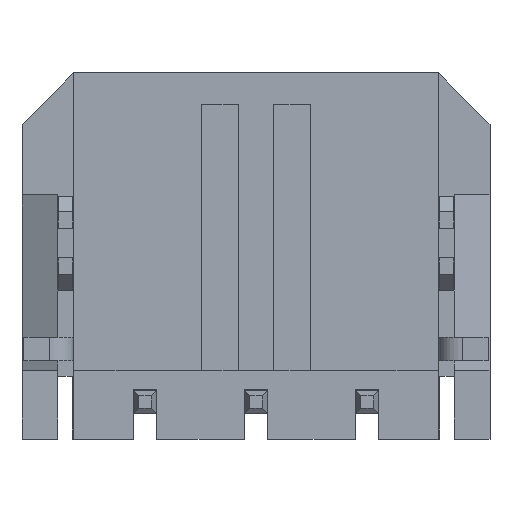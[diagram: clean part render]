
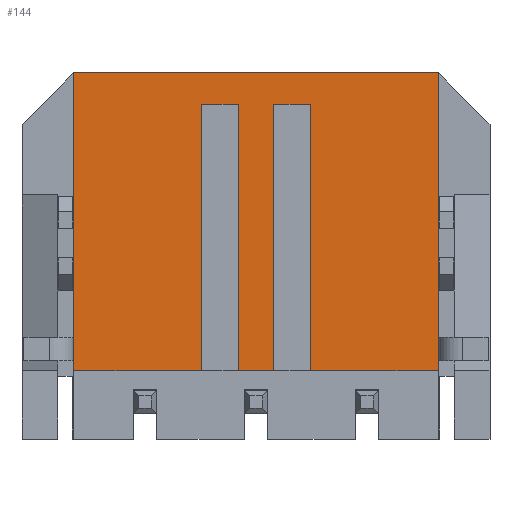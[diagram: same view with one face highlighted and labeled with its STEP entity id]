
A CAD part, front view. The second image highlights one B-rep face of the part: STEP entity #144.
In plain terms, the highlighted planar face has unit normal (0, -1, 0).
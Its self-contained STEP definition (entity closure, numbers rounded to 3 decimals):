
#144 = ADVANCED_FACE( '', ( #448 ), #449, .T. );
#448 = FACE_OUTER_BOUND( '', #1002, .T. );
#449 = PLANE( '', #1003 );
#1002 = EDGE_LOOP( '', ( #1759, #1760, #1761, #1762, #1763, #1764, #1765, #1766, #1767, #1768, #1769, #1770 ) );
#1003 = AXIS2_PLACEMENT_3D( '', #1771, #1772, #1773 );
#1759 = ORIENTED_EDGE( '', *, *, #3913, .F. );
#1760 = ORIENTED_EDGE( '', *, *, #3914, .T. );
#1761 = ORIENTED_EDGE( '', *, *, #3915, .F. );
#1762 = ORIENTED_EDGE( '', *, *, #3916, .F. );
#1763 = ORIENTED_EDGE( '', *, *, #3917, .F. );
#1764 = ORIENTED_EDGE( '', *, *, #3918, .F. );
#1765 = ORIENTED_EDGE( '', *, *, #3919, .F. );
#1766 = ORIENTED_EDGE( '', *, *, #3920, .T. );
#1767 = ORIENTED_EDGE( '', *, *, #3921, .F. );
#1768 = ORIENTED_EDGE( '', *, *, #3922, .T. );
#1769 = ORIENTED_EDGE( '', *, *, #3923, .T. );
#1770 = ORIENTED_EDGE( '', *, *, #3924, .F. );
#1771 = CARTESIAN_POINT( '', ( -6.325, -1.93, 4.95 ) );
#1772 = DIRECTION( '', ( 0., -1., 0. ) );
#1773 = DIRECTION( '', ( 0., 0., -1. ) );
#3913 = EDGE_CURVE( '', #4787, #4788, #4789, .T. );
#3914 = EDGE_CURVE( '', #4787, #4790, #4791, .T. );
#3915 = EDGE_CURVE( '', #4792, #4790, #4793, .T. );
#3916 = EDGE_CURVE( '', #4794, #4792, #4795, .T. );
#3917 = EDGE_CURVE( '', #4796, #4794, #4797, .T. );
#3918 = EDGE_CURVE( '', #4798, #4796, #4799, .T. );
#3919 = EDGE_CURVE( '', #4800, #4798, #4801, .T. );
#3920 = EDGE_CURVE( '', #4800, #4802, #4803, .T. );
#3921 = EDGE_CURVE( '', #4804, #4802, #4805, .T. );
#3922 = EDGE_CURVE( '', #4804, #4806, #4807, .T. );
#3923 = EDGE_CURVE( '', #4806, #4808, #4809, .T. );
#3924 = EDGE_CURVE( '', #4788, #4808, #4810, .T. );
#4787 = VERTEX_POINT( '', #6133 );
#4788 = VERTEX_POINT( '', #6134 );
#4789 = LINE( '', #6135, #6136 );
#4790 = VERTEX_POINT( '', #6137 );
#4791 = LINE( '', #6138, #6139 );
#4792 = VERTEX_POINT( '', #6140 );
#4793 = LINE( '', #6141, #6142 );
#4794 = VERTEX_POINT( '', #6143 );
#4795 = LINE( '', #6144, #6145 );
#4796 = VERTEX_POINT( '', #6146 );
#4797 = LINE( '', #6147, #6148 );
#4798 = VERTEX_POINT( '', #6149 );
#4799 = LINE( '', #6150, #6151 );
#4800 = VERTEX_POINT( '', #6152 );
#4801 = LINE( '', #6153, #6154 );
#4802 = VERTEX_POINT( '', #6155 );
#4803 = LINE( '', #6156, #6157 );
#4804 = VERTEX_POINT( '', #6158 );
#4805 = LINE( '', #6159, #6160 );
#4806 = VERTEX_POINT( '', #6161 );
#4807 = LINE( '', #6162, #6163 );
#4808 = VERTEX_POINT( '', #6164 );
#4809 = LINE( '', #6165, #6166 );
#4810 = LINE( '', #6167, #6168 );
#6133 = CARTESIAN_POINT( '', ( 0.475, -1.93, -3.1 ) );
#6134 = CARTESIAN_POINT( '', ( -0.475, -1.93, -3.1 ) );
#6135 = CARTESIAN_POINT( '', ( 0.475, -1.93, -3.1 ) );
#6136 = VECTOR( '', #7699, 1000. );
#6137 = CARTESIAN_POINT( '', ( 0.475, -1.93, 4.1 ) );
#6138 = CARTESIAN_POINT( '', ( 0.475, -1.93, -3.1 ) );
#6139 = VECTOR( '', #7700, 1000. );
#6140 = CARTESIAN_POINT( '', ( 1.475, -1.93, 4.1 ) );
#6141 = CARTESIAN_POINT( '', ( 1.475, -1.93, 4.1 ) );
#6142 = VECTOR( '', #7701, 1000. );
#6143 = CARTESIAN_POINT( '', ( 1.475, -1.93, -3.1 ) );
#6144 = CARTESIAN_POINT( '', ( 1.475, -1.93, -3.1 ) );
#6145 = VECTOR( '', #7702, 1000. );
#6146 = CARTESIAN_POINT( '', ( 4.925, -1.93, -3.1 ) );
#6147 = CARTESIAN_POINT( '', ( 4.925, -1.93, -3.1 ) );
#6148 = VECTOR( '', #7703, 1000. );
#6149 = CARTESIAN_POINT( '', ( 4.925, -1.93, 4.95 ) );
#6150 = CARTESIAN_POINT( '', ( 4.925, -1.93, 4.95 ) );
#6151 = VECTOR( '', #7704, 1000. );
#6152 = CARTESIAN_POINT( '', ( -4.925, -1.93, 4.95 ) );
#6153 = CARTESIAN_POINT( '', ( -4.925, -1.93, 4.95 ) );
#6154 = VECTOR( '', #7705, 1000. );
#6155 = CARTESIAN_POINT( '', ( -4.925, -1.93, -3.1 ) );
#6156 = CARTESIAN_POINT( '', ( -4.925, -1.93, 4.95 ) );
#6157 = VECTOR( '', #7706, 1000. );
#6158 = CARTESIAN_POINT( '', ( -1.475, -1.93, -3.1 ) );
#6159 = CARTESIAN_POINT( '', ( -1.475, -1.93, -3.1 ) );
#6160 = VECTOR( '', #7707, 1000. );
#6161 = CARTESIAN_POINT( '', ( -1.475, -1.93, 4.1 ) );
#6162 = CARTESIAN_POINT( '', ( -1.475, -1.93, -3.1 ) );
#6163 = VECTOR( '', #7708, 1000. );
#6164 = CARTESIAN_POINT( '', ( -0.475, -1.93, 4.1 ) );
#6165 = CARTESIAN_POINT( '', ( -1.475, -1.93, 4.1 ) );
#6166 = VECTOR( '', #7709, 1000. );
#6167 = CARTESIAN_POINT( '', ( -0.475, -1.93, -3.1 ) );
#6168 = VECTOR( '', #7710, 1000. );
#7699 = DIRECTION( '', ( -1., 0., 0. ) );
#7700 = DIRECTION( '', ( 0., 0., 1. ) );
#7701 = DIRECTION( '', ( -1., 0., 0. ) );
#7702 = DIRECTION( '', ( 0., 0., 1. ) );
#7703 = DIRECTION( '', ( -1., 0., 0. ) );
#7704 = DIRECTION( '', ( 0., 0., -1. ) );
#7705 = DIRECTION( '', ( 1., 0., 0. ) );
#7706 = DIRECTION( '', ( 0., 0., -1. ) );
#7707 = DIRECTION( '', ( -1., 0., 0. ) );
#7708 = DIRECTION( '', ( 0., 0., 1. ) );
#7709 = DIRECTION( '', ( 1., 0., 0. ) );
#7710 = DIRECTION( '', ( 0., 0., 1. ) );
